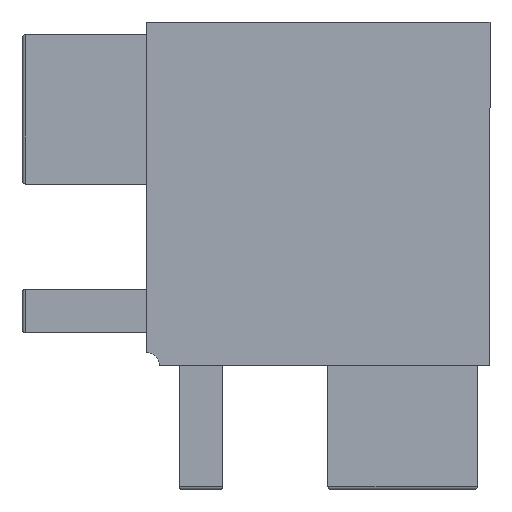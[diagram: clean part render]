
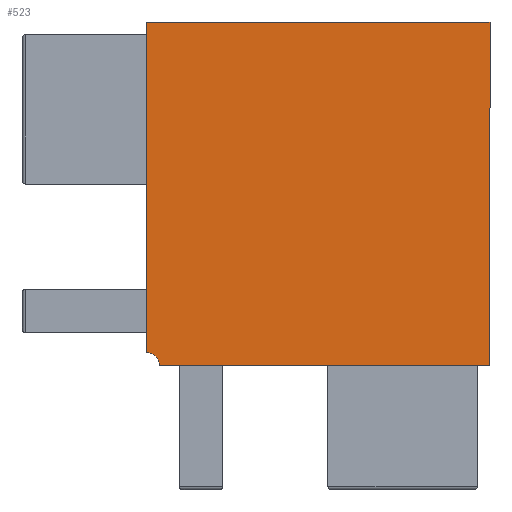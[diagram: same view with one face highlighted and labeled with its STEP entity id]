
A CAD part, front view. The second image highlights one B-rep face of the part: STEP entity #523.
In plain terms, the highlighted planar face has unit normal (0, -1, 0).
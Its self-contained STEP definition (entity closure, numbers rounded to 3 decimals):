
#23 = PLANE ( 'NONE',  #1673 ) ;
#61 = CARTESIAN_POINT ( 'NONE',  ( 0., -36.75, 27.5 ) ) ;
#91 = DIRECTION ( 'NONE',  ( 1., 0., 0. ) ) ;
#163 = CARTESIAN_POINT ( 'NONE',  ( 0., -36.75, 0. ) ) ;
#169 = CARTESIAN_POINT ( 'NONE',  ( 27.5, -36.75, 27.5 ) ) ;
#253 = VERTEX_POINT ( 'NONE', #1828 ) ;
#261 = ORIENTED_EDGE ( 'NONE', *, *, #999, .F. ) ;
#304 = CARTESIAN_POINT ( 'NONE',  ( 1., -36.75, 0. ) ) ;
#362 = VERTEX_POINT ( 'NONE', #61 ) ;
#367 = EDGE_CURVE ( 'NONE', #1934, #731, #725, .T. ) ;
#383 = ORIENTED_EDGE ( 'NONE', *, *, #1876, .F. ) ;
#386 = AXIS2_PLACEMENT_3D ( 'NONE', #1040, #1685, #2000 ) ;
#412 = EDGE_CURVE ( 'NONE', #253, #362, #1853, .T. ) ;
#414 = EDGE_LOOP ( 'NONE', ( #1736, #1698, #576, #383, #261 ) ) ;
#482 = VECTOR ( 'NONE', #91, 1000. ) ;
#523 = ADVANCED_FACE ( 'NONE', ( #1507 ), #23, .F. ) ;
#576 = ORIENTED_EDGE ( 'NONE', *, *, #367, .F. ) ;
#603 = LINE ( 'NONE', #913, #482 ) ;
#691 = DIRECTION ( 'NONE',  ( 0., 1., 0. ) ) ;
#725 = LINE ( 'NONE', #1719, #2133 ) ;
#731 = VERTEX_POINT ( 'NONE', #304 ) ;
#872 = EDGE_CURVE ( 'NONE', #253, #731, #1412, .T. ) ;
#900 = DIRECTION ( 'NONE',  ( 0., 0., -1. ) ) ;
#913 = CARTESIAN_POINT ( 'NONE',  ( 0., -36.75, 27.5 ) ) ;
#925 = VERTEX_POINT ( 'NONE', #169 ) ;
#999 = EDGE_CURVE ( 'NONE', #362, #925, #603, .T. ) ;
#1021 = VECTOR ( 'NONE', #1168, 1000. ) ;
#1040 = CARTESIAN_POINT ( 'NONE',  ( 0., -36.75, 0. ) ) ;
#1075 = CARTESIAN_POINT ( 'NONE',  ( 27.5, -36.75, 0. ) ) ;
#1168 = DIRECTION ( 'NONE',  ( 0., 0., 1. ) ) ;
#1344 = DIRECTION ( 'NONE',  ( 0., 0., 1. ) ) ;
#1412 = CIRCLE ( 'NONE', #386, 1. ) ;
#1507 = FACE_OUTER_BOUND ( 'NONE', #414, .T. ) ;
#1540 = VECTOR ( 'NONE', #900, 1000. ) ;
#1673 = AXIS2_PLACEMENT_3D ( 'NONE', #163, #691, #1344 ) ;
#1685 = DIRECTION ( 'NONE',  ( 0., 1., 0. ) ) ;
#1688 = DIRECTION ( 'NONE',  ( -1., 0., 0. ) ) ;
#1698 = ORIENTED_EDGE ( 'NONE', *, *, #872, .T. ) ;
#1719 = CARTESIAN_POINT ( 'NONE',  ( 0., -36.75, 0. ) ) ;
#1736 = ORIENTED_EDGE ( 'NONE', *, *, #412, .F. ) ;
#1805 = CARTESIAN_POINT ( 'NONE',  ( 0., -36.75, 0. ) ) ;
#1828 = CARTESIAN_POINT ( 'NONE',  ( 0., -36.75, 1. ) ) ;
#1853 = LINE ( 'NONE', #1805, #1021 ) ;
#1876 = EDGE_CURVE ( 'NONE', #925, #1934, #2073, .T. ) ;
#1934 = VERTEX_POINT ( 'NONE', #1075 ) ;
#2000 = DIRECTION ( 'NONE',  ( 0., 0., 1. ) ) ;
#2063 = CARTESIAN_POINT ( 'NONE',  ( 27.5, -36.75, 0. ) ) ;
#2073 = LINE ( 'NONE', #2063, #1540 ) ;
#2133 = VECTOR ( 'NONE', #1688, 1000. ) ;
